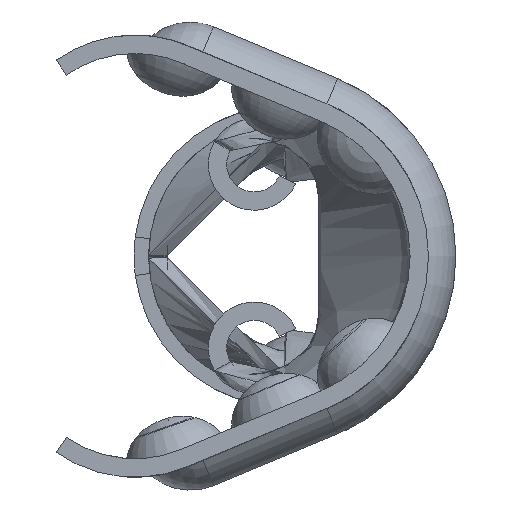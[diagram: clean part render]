
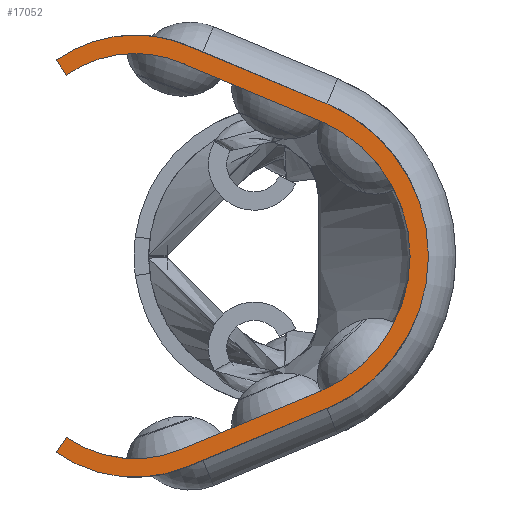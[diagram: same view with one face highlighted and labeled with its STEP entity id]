
A CAD part, left-side view. The second image highlights one B-rep face of the part: STEP entity #17052.
In plain terms, the highlighted planar face has unit normal (-1, 0, 0).
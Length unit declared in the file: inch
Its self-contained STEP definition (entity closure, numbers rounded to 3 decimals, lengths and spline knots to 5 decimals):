
#170 = AXIS2_PLACEMENT_3D ( 'NONE', #12002, #410, #12108 ) ;
#229 = EDGE_LOOP ( 'NONE', ( #9167, #19287, #5260, #17964, #16402, #4178, #21097, #5000, #2818, #12909, #16195, #19278, #1776, #2209 ) ) ;
#410 = DIRECTION ( 'NONE',  ( -1., 0., 0. ) ) ;
#417 = LINE ( 'NONE', #18749, #6297 ) ;
#442 = EDGE_CURVE ( 'NONE', #20221, #6873, #13976, .T. ) ;
#743 = AXIS2_PLACEMENT_3D ( 'NONE', #2811, #12949, #6347 ) ;
#1776 = ORIENTED_EDGE ( 'NONE', *, *, #10771, .F. ) ;
#1957 = CARTESIAN_POINT ( 'NONE',  ( 0., -0.06939, 0.16609 ) ) ;
#2047 = VECTOR ( 'NONE', #5839, 39.37008 ) ;
#2209 = ORIENTED_EDGE ( 'NONE', *, *, #11189, .F. ) ;
#2246 = EDGE_CURVE ( 'NONE', #14017, #15043, #20508, .T. ) ;
#2648 = CARTESIAN_POINT ( 'NONE',  ( 0., 0.21455, -0.1975 ) ) ;
#2811 = CARTESIAN_POINT ( 'NONE',  ( 0., 0.14, -0.091 ) ) ;
#2818 = ORIENTED_EDGE ( 'NONE', *, *, #18775, .F. ) ;
#3283 = CARTESIAN_POINT ( 'NONE',  ( 0., -0.06168, 0.14763 ) ) ;
#3346 = CARTESIAN_POINT ( 'NONE',  ( 0., 0., 0. ) ) ;
#3364 = CARTESIAN_POINT ( 'NONE',  ( 0., 0.14, 0.221 ) ) ;
#3476 = CIRCLE ( 'NONE', #18620, 0.13 ) ;
#3774 = VERTEX_POINT ( 'NONE', #6473 ) ;
#3837 = AXIS2_PLACEMENT_3D ( 'NONE', #4094, #15668, #19204 ) ;
#4094 = CARTESIAN_POINT ( 'NONE',  ( 0., 0., 0. ) ) ;
#4178 = ORIENTED_EDGE ( 'NONE', *, *, #13008, .F. ) ;
#4296 = CIRCLE ( 'NONE', #5362, 0.16 ) ;
#4832 = DIRECTION ( 'NONE',  ( 0., 0.923, 0.385 ) ) ;
#5000 = ORIENTED_EDGE ( 'NONE', *, *, #2246, .F. ) ;
#5210 = EDGE_CURVE ( 'NONE', #18232, #3774, #8862, .T. ) ;
#5218 = VERTEX_POINT ( 'NONE', #3364 ) ;
#5260 = ORIENTED_EDGE ( 'NONE', *, *, #6654, .F. ) ;
#5315 = PLANE ( 'NONE',  #5446 ) ;
#5362 = AXIS2_PLACEMENT_3D ( 'NONE', #13400, #20133, #11730 ) ;
#5379 = DIRECTION ( 'NONE',  ( 0., -0.923, -0.385 ) ) ;
#5446 = AXIS2_PLACEMENT_3D ( 'NONE', #3346, #20332, #10067 ) ;
#5673 = EDGE_CURVE ( 'NONE', #17365, #20544, #4296, .T. ) ;
#5821 = AXIS2_PLACEMENT_3D ( 'NONE', #21408, #11127, #14671 ) ;
#5839 = DIRECTION ( 'NONE',  ( 0., 0.923, -0.385 ) ) ;
#6182 = CARTESIAN_POINT ( 'NONE',  ( 0., 0.08218, 0.22941 ) ) ;
#6297 = VECTOR ( 'NONE', #15329, 39.37008 ) ;
#6347 = DIRECTION ( 'NONE',  ( 0., 0., -1. ) ) ;
#6473 = CARTESIAN_POINT ( 'NONE',  ( 0., 0.22602, -0.21388 ) ) ;
#6654 = EDGE_CURVE ( 'NONE', #8842, #19234, #9895, .T. ) ;
#6873 = VERTEX_POINT ( 'NONE', #14939 ) ;
#7764 = CARTESIAN_POINT ( 'NONE',  ( 0., -0.06939, -0.16609 ) ) ;
#8842 = VERTEX_POINT ( 'NONE', #2648 ) ;
#8862 = CIRCLE ( 'NONE', #21203, 0.15 ) ;
#9167 = ORIENTED_EDGE ( 'NONE', *, *, #5673, .F. ) ;
#9676 = DIRECTION ( 'NONE',  ( 1., 0., 0. ) ) ;
#9895 = CIRCLE ( 'NONE', #743, 0.13 ) ;
#10067 = DIRECTION ( 'NONE',  ( 0., 0., -1. ) ) ;
#10085 = VERTEX_POINT ( 'NONE', #13640 ) ;
#10748 = VERTEX_POINT ( 'NONE', #11676 ) ;
#10771 = EDGE_CURVE ( 'NONE', #10085, #5218, #19216, .T. ) ;
#10786 = CARTESIAN_POINT ( 'NONE',  ( 0., 0.14, 0.091 ) ) ;
#11070 = EDGE_CURVE ( 'NONE', #19234, #17365, #21396, .T. ) ;
#11127 = DIRECTION ( 'NONE',  ( 1., 0., 0. ) ) ;
#11189 = EDGE_CURVE ( 'NONE', #20544, #10085, #16191, .T. ) ;
#11325 = CARTESIAN_POINT ( 'NONE',  ( 0., 0.14, 0.091 ) ) ;
#11676 = CARTESIAN_POINT ( 'NONE',  ( 0., 0.14, 0.241 ) ) ;
#11726 = DIRECTION ( 'NONE',  ( 0., 0., -1. ) ) ;
#11730 = DIRECTION ( 'NONE',  ( 0., 0., -1. ) ) ;
#12002 = CARTESIAN_POINT ( 'NONE',  ( 0., 0.14, 0.091 ) ) ;
#12037 = FACE_OUTER_BOUND ( 'NONE', #229, .T. ) ;
#12099 = DIRECTION ( 'NONE',  ( 0., 0., 1. ) ) ;
#12108 = DIRECTION ( 'NONE',  ( 0., 0., 1. ) ) ;
#12509 = CIRCLE ( 'NONE', #5821, 0.15 ) ;
#12596 = CARTESIAN_POINT ( 'NONE',  ( 0., 0.08989, -0.21095 ) ) ;
#12909 = ORIENTED_EDGE ( 'NONE', *, *, #19450, .F. ) ;
#12949 = DIRECTION ( 'NONE',  ( -1., 0., 0. ) ) ;
#12990 = DIRECTION ( 'NONE',  ( 0., -0.923, 0.385 ) ) ;
#13008 = EDGE_CURVE ( 'NONE', #21239, #18232, #14225, .T. ) ;
#13377 = EDGE_CURVE ( 'NONE', #5218, #20221, #3476, .T. ) ;
#13400 = CARTESIAN_POINT ( 'NONE',  ( 0., 0., 0. ) ) ;
#13640 = CARTESIAN_POINT ( 'NONE',  ( 0., 0.08989, 0.21095 ) ) ;
#13859 = EDGE_CURVE ( 'NONE', #15043, #21239, #20041, .T. ) ;
#13976 = LINE ( 'NONE', #20713, #18006 ) ;
#14001 = VECTOR ( 'NONE', #12990, 39.37008 ) ;
#14017 = VERTEX_POINT ( 'NONE', #6182 ) ;
#14220 = CARTESIAN_POINT ( 'NONE',  ( 0., -0.06939, 0.16609 ) ) ;
#14225 = LINE ( 'NONE', #20971, #2047 ) ;
#14632 = CIRCLE ( 'NONE', #16747, 0.15 ) ;
#14671 = DIRECTION ( 'NONE',  ( 0., 0., 1. ) ) ;
#14797 = CARTESIAN_POINT ( 'NONE',  ( 0., 0.21455, 0.1975 ) ) ;
#14939 = CARTESIAN_POINT ( 'NONE',  ( 0., 0.22602, 0.21388 ) ) ;
#15043 = VERTEX_POINT ( 'NONE', #14220 ) ;
#15224 = CARTESIAN_POINT ( 'NONE',  ( 0., -0.06168, -0.14763 ) ) ;
#15329 = DIRECTION ( 'NONE',  ( 0., -0.573, 0.819 ) ) ;
#15372 = CARTESIAN_POINT ( 'NONE',  ( 0., 0.14, -0.091 ) ) ;
#15668 = DIRECTION ( 'NONE',  ( 1., 0., 0. ) ) ;
#15993 = VECTOR ( 'NONE', #5379, 39.37008 ) ;
#16191 = LINE ( 'NONE', #21715, #16458 ) ;
#16195 = ORIENTED_EDGE ( 'NONE', *, *, #442, .F. ) ;
#16402 = ORIENTED_EDGE ( 'NONE', *, *, #5210, .F. ) ;
#16414 = DIRECTION ( 'NONE',  ( 0., 0., 1. ) ) ;
#16458 = VECTOR ( 'NONE', #4832, 39.37008 ) ;
#16662 = EDGE_CURVE ( 'NONE', #3774, #8842, #417, .T. ) ;
#16747 = AXIS2_PLACEMENT_3D ( 'NONE', #11325, #9676, #16414 ) ;
#17052 = ADVANCED_FACE ( 'NONE', ( #12037 ), #5315, .F. ) ;
#17365 = VERTEX_POINT ( 'NONE', #15224 ) ;
#17940 = DIRECTION ( 'NONE',  ( 0., 0.573, 0.819 ) ) ;
#17964 = ORIENTED_EDGE ( 'NONE', *, *, #16662, .F. ) ;
#18006 = VECTOR ( 'NONE', #17940, 39.37008 ) ;
#18232 = VERTEX_POINT ( 'NONE', #20993 ) ;
#18620 = AXIS2_PLACEMENT_3D ( 'NONE', #10786, #20505, #12099 ) ;
#18749 = CARTESIAN_POINT ( 'NONE',  ( 0., 0.22602, -0.21388 ) ) ;
#18775 = EDGE_CURVE ( 'NONE', #10748, #14017, #12509, .T. ) ;
#18905 = DIRECTION ( 'NONE',  ( 1., 0., 0. ) ) ;
#19204 = DIRECTION ( 'NONE',  ( 0., 0., -1. ) ) ;
#19216 = CIRCLE ( 'NONE', #170, 0.13 ) ;
#19234 = VERTEX_POINT ( 'NONE', #12596 ) ;
#19278 = ORIENTED_EDGE ( 'NONE', *, *, #13377, .F. ) ;
#19287 = ORIENTED_EDGE ( 'NONE', *, *, #11070, .F. ) ;
#19450 = EDGE_CURVE ( 'NONE', #6873, #10748, #14632, .T. ) ;
#19732 = CARTESIAN_POINT ( 'NONE',  ( 0., -0.06168, -0.14763 ) ) ;
#20041 = CIRCLE ( 'NONE', #3837, 0.18 ) ;
#20133 = DIRECTION ( 'NONE',  ( -1., 0., 0. ) ) ;
#20221 = VERTEX_POINT ( 'NONE', #14797 ) ;
#20332 = DIRECTION ( 'NONE',  ( 1., 0., 0. ) ) ;
#20505 = DIRECTION ( 'NONE',  ( -1., 0., 0. ) ) ;
#20508 = LINE ( 'NONE', #1957, #15993 ) ;
#20544 = VERTEX_POINT ( 'NONE', #3283 ) ;
#20713 = CARTESIAN_POINT ( 'NONE',  ( 0., 0.22602, 0.21388 ) ) ;
#20971 = CARTESIAN_POINT ( 'NONE',  ( 0., -0.06939, -0.16609 ) ) ;
#20993 = CARTESIAN_POINT ( 'NONE',  ( 0., 0.08218, -0.22941 ) ) ;
#21097 = ORIENTED_EDGE ( 'NONE', *, *, #13859, .F. ) ;
#21203 = AXIS2_PLACEMENT_3D ( 'NONE', #15372, #18905, #11726 ) ;
#21239 = VERTEX_POINT ( 'NONE', #7764 ) ;
#21396 = LINE ( 'NONE', #19732, #14001 ) ;
#21408 = CARTESIAN_POINT ( 'NONE',  ( 0., 0.14, 0.091 ) ) ;
#21715 = CARTESIAN_POINT ( 'NONE',  ( 0., -0.06168, 0.14763 ) ) ;
